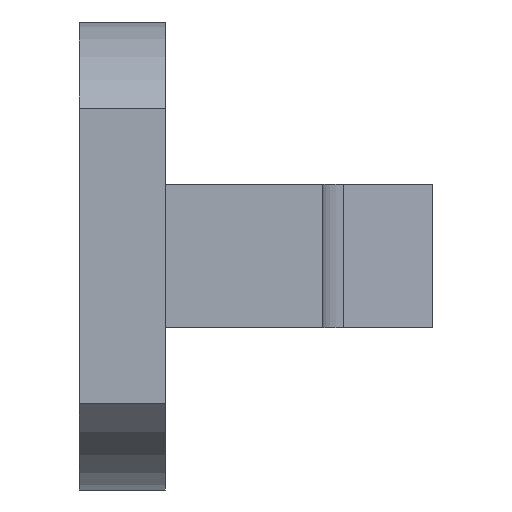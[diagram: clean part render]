
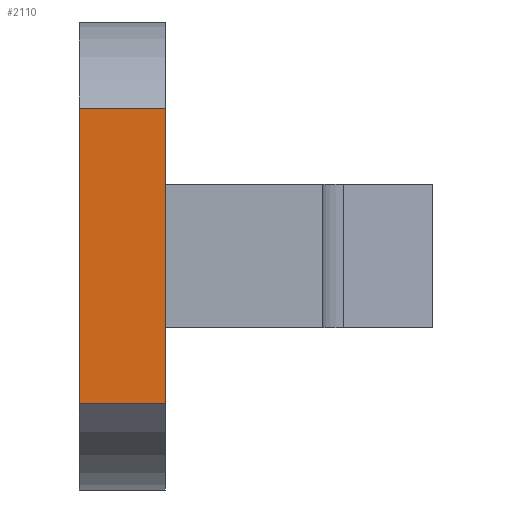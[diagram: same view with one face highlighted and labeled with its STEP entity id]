
A CAD part, left-side view. The second image highlights one B-rep face of the part: STEP entity #2110.
In plain terms, the highlighted planar face has unit normal (-1, 0, 0).
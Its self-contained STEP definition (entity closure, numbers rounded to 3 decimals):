
#945 = PLANE('',#946);
#946 = AXIS2_PLACEMENT_3D('',#947,#948,#949);
#947 = CARTESIAN_POINT('',(-61.112,12.8,37.5));
#948 = DIRECTION('',(0.,-1.,0.));
#949 = DIRECTION('',(-1.,0.,0.));
#1243 = PLANE('',#1244);
#1244 = AXIS2_PLACEMENT_3D('',#1245,#1246,#1247);
#1245 = CARTESIAN_POINT('',(-99.,11.,37.5));
#1246 = DIRECTION('',(0.,1.,0.));
#1247 = DIRECTION('',(1.,0.,0.));
#1486 = VERTEX_POINT('',#1487);
#1487 = CARTESIAN_POINT('',(-99.,12.8,45.594));
#1506 = CYLINDRICAL_SURFACE('',#1507,4.9);
#1507 = AXIS2_PLACEMENT_3D('',#1508,#1509,#1510);
#1508 = CARTESIAN_POINT('',(-95.2,13.,42.5));
#1509 = DIRECTION('',(0.,1.,0.));
#1510 = DIRECTION('',(0.,0.,1.));
#1518 = EDGE_CURVE('',#1519,#1486,#1521,.T.);
#1519 = VERTEX_POINT('',#1520);
#1520 = CARTESIAN_POINT('',(-99.,12.8,39.406));
#1521 = SURFACE_CURVE('',#1522,(#1526,#1533),.PCURVE_S1.);
#1522 = LINE('',#1523,#1524);
#1523 = CARTESIAN_POINT('',(-99.,12.8,37.5));
#1524 = VECTOR('',#1525,1.);
#1525 = DIRECTION('',(0.,0.,1.));
#1526 = PCURVE('',#945,#1527);
#1527 = DEFINITIONAL_REPRESENTATION('',(#1528),#1532);
#1528 = LINE('',#1529,#1530);
#1529 = CARTESIAN_POINT('',(37.888,0.));
#1530 = VECTOR('',#1531,1.);
#1531 = DIRECTION('',(0.,-1.));
#1532 = ( GEOMETRIC_REPRESENTATION_CONTEXT(2) 
PARAMETRIC_REPRESENTATION_CONTEXT() REPRESENTATION_CONTEXT('2D SPACE',''
  ) );
#1533 = PCURVE('',#1534,#1539);
#1534 = PLANE('',#1535);
#1535 = AXIS2_PLACEMENT_3D('',#1536,#1537,#1538);
#1536 = CARTESIAN_POINT('',(-99.,12.8,37.5));
#1537 = DIRECTION('',(1.,0.,0.));
#1538 = DIRECTION('',(0.,-1.,0.));
#1539 = DEFINITIONAL_REPRESENTATION('',(#1540),#1544);
#1540 = LINE('',#1541,#1542);
#1541 = CARTESIAN_POINT('',(0.,0.));
#1542 = VECTOR('',#1543,1.);
#1543 = DIRECTION('',(0.,-1.));
#1544 = ( GEOMETRIC_REPRESENTATION_CONTEXT(2) 
PARAMETRIC_REPRESENTATION_CONTEXT() REPRESENTATION_CONTEXT('2D SPACE',''
  ) );
#1567 = CYLINDRICAL_SURFACE('',#1568,4.9);
#1568 = AXIS2_PLACEMENT_3D('',#1569,#1570,#1571);
#1569 = CARTESIAN_POINT('',(-95.2,13.,42.5));
#1570 = DIRECTION('',(0.,1.,0.));
#1571 = DIRECTION('',(0.,0.,1.));
#1965 = VERTEX_POINT('',#1966);
#1966 = CARTESIAN_POINT('',(-99.,11.,39.406));
#1988 = EDGE_CURVE('',#1965,#1989,#1991,.T.);
#1989 = VERTEX_POINT('',#1990);
#1990 = CARTESIAN_POINT('',(-99.,11.,45.594));
#1991 = SURFACE_CURVE('',#1992,(#1996,#2003),.PCURVE_S1.);
#1992 = LINE('',#1993,#1994);
#1993 = CARTESIAN_POINT('',(-99.,11.,37.5));
#1994 = VECTOR('',#1995,1.);
#1995 = DIRECTION('',(0.,0.,1.));
#1996 = PCURVE('',#1243,#1997);
#1997 = DEFINITIONAL_REPRESENTATION('',(#1998),#2002);
#1998 = LINE('',#1999,#2000);
#1999 = CARTESIAN_POINT('',(0.,0.));
#2000 = VECTOR('',#2001,1.);
#2001 = DIRECTION('',(0.,-1.));
#2002 = ( GEOMETRIC_REPRESENTATION_CONTEXT(2) 
PARAMETRIC_REPRESENTATION_CONTEXT() REPRESENTATION_CONTEXT('2D SPACE',''
  ) );
#2003 = PCURVE('',#1534,#2004);
#2004 = DEFINITIONAL_REPRESENTATION('',(#2005),#2009);
#2005 = LINE('',#2006,#2007);
#2006 = CARTESIAN_POINT('',(1.8,0.));
#2007 = VECTOR('',#2008,1.);
#2008 = DIRECTION('',(0.,-1.));
#2009 = ( GEOMETRIC_REPRESENTATION_CONTEXT(2) 
PARAMETRIC_REPRESENTATION_CONTEXT() REPRESENTATION_CONTEXT('2D SPACE',''
  ) );
#2092 = EDGE_CURVE('',#1965,#1519,#2093,.T.);
#2093 = SURFACE_CURVE('',#2094,(#2098,#2104),.PCURVE_S1.);
#2094 = LINE('',#2095,#2096);
#2095 = CARTESIAN_POINT('',(-99.,13.,39.406));
#2096 = VECTOR('',#2097,1.);
#2097 = DIRECTION('',(0.,1.,0.));
#2098 = PCURVE('',#1567,#2099);
#2099 = DEFINITIONAL_REPRESENTATION('',(#2100),#2103);
#2100 = B_SPLINE_CURVE_WITH_KNOTS('',1,(#2101,#2102),.UNSPECIFIED.,.F.,
  .F.,(2,2),(-2.18,-0.02),.PIECEWISE_BEZIER_KNOTS.);
#2101 = CARTESIAN_POINT('',(4.029,-2.18));
#2102 = CARTESIAN_POINT('',(4.029,-0.02));
#2103 = ( GEOMETRIC_REPRESENTATION_CONTEXT(2) 
PARAMETRIC_REPRESENTATION_CONTEXT() REPRESENTATION_CONTEXT('2D SPACE',''
  ) );
#2104 = PCURVE('',#1534,#2105);
#2105 = DEFINITIONAL_REPRESENTATION('',(#2106),#2109);
#2106 = B_SPLINE_CURVE_WITH_KNOTS('',1,(#2107,#2108),.UNSPECIFIED.,.F.,
  .F.,(2,2),(-2.18,-0.02),.PIECEWISE_BEZIER_KNOTS.);
#2107 = CARTESIAN_POINT('',(1.98,-1.906));
#2108 = CARTESIAN_POINT('',(-0.18,-1.906));
#2109 = ( GEOMETRIC_REPRESENTATION_CONTEXT(2) 
PARAMETRIC_REPRESENTATION_CONTEXT() REPRESENTATION_CONTEXT('2D SPACE',''
  ) );
#2110 = ADVANCED_FACE('',(#2111),#1534,.F.);
#2111 = FACE_BOUND('',#2112,.F.);
#2112 = EDGE_LOOP('',(#2113,#2114,#2115,#2134));
#2113 = ORIENTED_EDGE('',*,*,#2092,.T.);
#2114 = ORIENTED_EDGE('',*,*,#1518,.T.);
#2115 = ORIENTED_EDGE('',*,*,#2116,.F.);
#2116 = EDGE_CURVE('',#1989,#1486,#2117,.T.);
#2117 = SURFACE_CURVE('',#2118,(#2122,#2128),.PCURVE_S1.);
#2118 = LINE('',#2119,#2120);
#2119 = CARTESIAN_POINT('',(-99.,13.,45.594));
#2120 = VECTOR('',#2121,1.);
#2121 = DIRECTION('',(0.,1.,0.));
#2122 = PCURVE('',#1534,#2123);
#2123 = DEFINITIONAL_REPRESENTATION('',(#2124),#2127);
#2124 = B_SPLINE_CURVE_WITH_KNOTS('',1,(#2125,#2126),.UNSPECIFIED.,.F.,
  .F.,(2,2),(-2.18,-0.02),.PIECEWISE_BEZIER_KNOTS.);
#2125 = CARTESIAN_POINT('',(1.98,-8.094));
#2126 = CARTESIAN_POINT('',(-0.18,-8.094));
#2127 = ( GEOMETRIC_REPRESENTATION_CONTEXT(2) 
PARAMETRIC_REPRESENTATION_CONTEXT() REPRESENTATION_CONTEXT('2D SPACE',''
  ) );
#2128 = PCURVE('',#1506,#2129);
#2129 = DEFINITIONAL_REPRESENTATION('',(#2130),#2133);
#2130 = B_SPLINE_CURVE_WITH_KNOTS('',1,(#2131,#2132),.UNSPECIFIED.,.F.,
  .F.,(2,2),(-2.18,-0.02),.PIECEWISE_BEZIER_KNOTS.);
#2131 = CARTESIAN_POINT('',(5.396,-2.18));
#2132 = CARTESIAN_POINT('',(5.396,-0.02));
#2133 = ( GEOMETRIC_REPRESENTATION_CONTEXT(2) 
PARAMETRIC_REPRESENTATION_CONTEXT() REPRESENTATION_CONTEXT('2D SPACE',''
  ) );
#2134 = ORIENTED_EDGE('',*,*,#1988,.F.);
